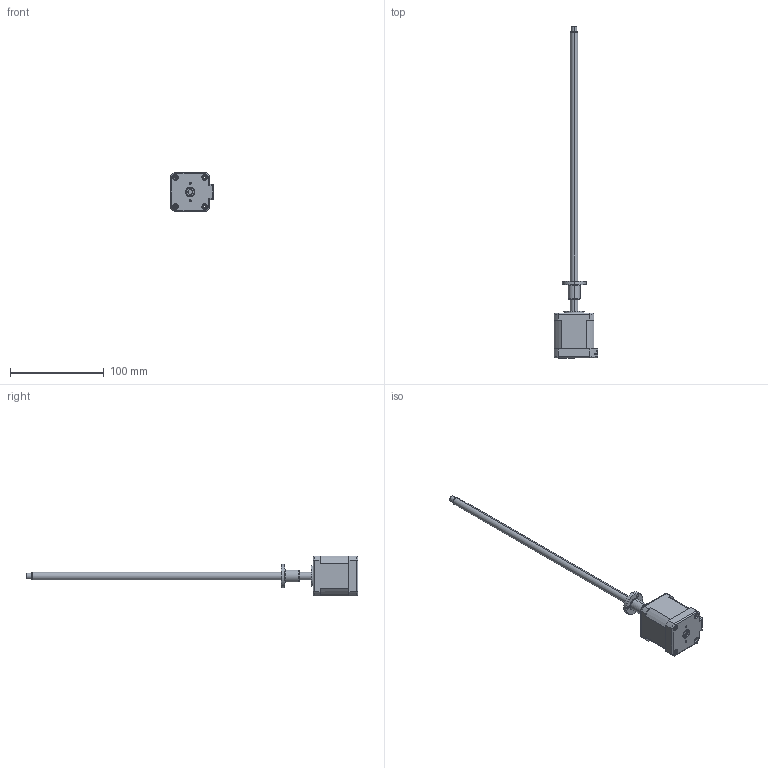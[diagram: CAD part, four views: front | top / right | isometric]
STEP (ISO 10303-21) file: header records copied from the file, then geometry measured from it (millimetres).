
FILE_DESCRIPTION (( 'STEP AP203' ), '1' );
FILE_NAME ('LE176S-T0808-300-AR3-S-200.STEP', '2018-08-13T02:46:01', ( '' ), ( '' ), 'SwSTEP 2.0', 'SolidWorks 2014', '' );
FILE_SCHEMA (( 'CONFIG_CONTROL_DESIGN' ));
Length unit declared in the file: millimetre
Products named in the file (1): LE176S-T0808-300-AR3-S-200
Bounding box: 46.2 x 353.8 x 42.2 mm (x, y, z)
Surface area: 22704.1 mm2 (no closed solid volume)
Topology: 0 solids, 13 shells, 222 faces, 767 edges, 545 vertices
Faces by surface type: plane 107, cylinder 76, cone 23, torus 12, sphere 4
Entity records: 8595 total; most frequent: CARTESIAN_POINT 1938, DIRECTION 1366, ORIENTED_EDGE 1236, EDGE_CURVE 767, VERTEX_POINT 545, VECTOR 472, LINE 472, AXIS2_PLACEMENT_3D 447
